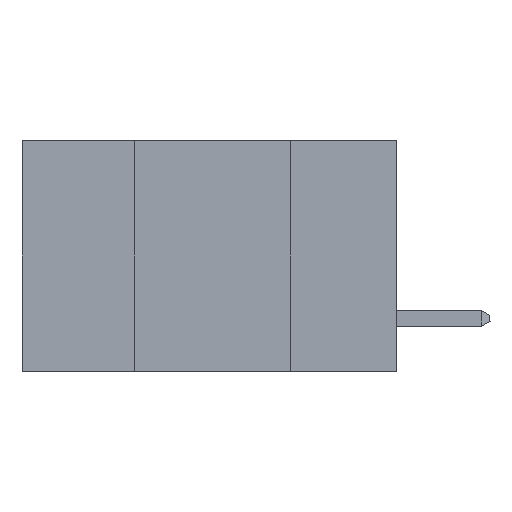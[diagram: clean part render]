
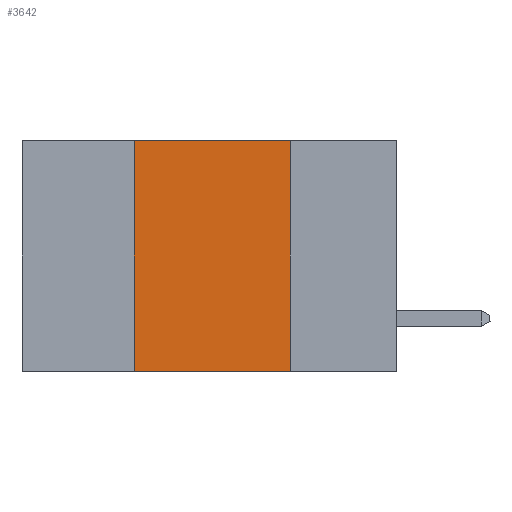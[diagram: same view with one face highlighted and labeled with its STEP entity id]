
A CAD part, left-side view. The second image highlights one B-rep face of the part: STEP entity #3642.
In plain terms, the highlighted planar face has unit normal (-1, 0, 0).
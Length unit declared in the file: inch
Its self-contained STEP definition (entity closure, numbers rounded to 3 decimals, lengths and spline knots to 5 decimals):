
#516 = EDGE_CURVE ( 'NONE', #7530, #10076, #2747, .T. ) ;
#598 = VERTEX_POINT ( 'NONE', #12719 ) ;
#636 = VECTOR ( 'NONE', #3613, 39.37008 ) ;
#1218 = CARTESIAN_POINT ( 'NONE',  ( 0., 0.17, 0. ) ) ;
#1448 = CARTESIAN_POINT ( 'NONE',  ( 0., 0.42, 0. ) ) ;
#1907 = DIRECTION ( 'NONE',  ( 0., 0., -1. ) ) ;
#1917 = ORIENTED_EDGE ( 'NONE', *, *, #2372, .F. ) ;
#2372 = EDGE_CURVE ( 'NONE', #10076, #598, #10438, .T. ) ;
#2688 = CARTESIAN_POINT ( 'NONE',  ( 0., 0.17, 0. ) ) ;
#2747 = LINE ( 'NONE', #12812, #14498 ) ;
#3210 = DIRECTION ( 'NONE',  ( 1., 0., 0. ) ) ;
#3613 = DIRECTION ( 'NONE',  ( 0., -1., 0. ) ) ;
#3642 = ADVANCED_FACE ( 'NONE', ( #13749 ), #14509, .F. ) ;
#4132 = EDGE_CURVE ( 'NONE', #12026, #7530, #7168, .T. ) ;
#5534 = CARTESIAN_POINT ( 'NONE',  ( 0., 0.6, 0. ) ) ;
#5940 = CARTESIAN_POINT ( 'NONE',  ( 0., 0.42, -0.37 ) ) ;
#6010 = DIRECTION ( 'NONE',  ( 0., -1., 0. ) ) ;
#6576 = EDGE_CURVE ( 'NONE', #12026, #598, #13307, .T. ) ;
#6958 = CARTESIAN_POINT ( 'NONE',  ( 0., 0.6, -0.37 ) ) ;
#7168 = LINE ( 'NONE', #1448, #14090 ) ;
#7530 = VERTEX_POINT ( 'NONE', #13572 ) ;
#7728 = VECTOR ( 'NONE', #9376, 39.37008 ) ;
#9376 = DIRECTION ( 'NONE',  ( 0., 0., -1. ) ) ;
#10076 = VERTEX_POINT ( 'NONE', #2688 ) ;
#10260 = ORIENTED_EDGE ( 'NONE', *, *, #516, .F. ) ;
#10438 = LINE ( 'NONE', #1218, #7728 ) ;
#10574 = DIRECTION ( 'NONE',  ( 0., 0., 1. ) ) ;
#11299 = ORIENTED_EDGE ( 'NONE', *, *, #4132, .F. ) ;
#12026 = VERTEX_POINT ( 'NONE', #5940 ) ;
#12142 = ORIENTED_EDGE ( 'NONE', *, *, #6576, .T. ) ;
#12719 = CARTESIAN_POINT ( 'NONE',  ( 0., 0.17, -0.37 ) ) ;
#12812 = CARTESIAN_POINT ( 'NONE',  ( 0., 0.6, 0. ) ) ;
#13307 = LINE ( 'NONE', #6958, #636 ) ;
#13572 = CARTESIAN_POINT ( 'NONE',  ( 0., 0.42, 0. ) ) ;
#13641 = AXIS2_PLACEMENT_3D ( 'NONE', #5534, #3210, #1907 ) ;
#13749 = FACE_OUTER_BOUND ( 'NONE', #14477, .T. ) ;
#14090 = VECTOR ( 'NONE', #10574, 39.37008 ) ;
#14477 = EDGE_LOOP ( 'NONE', ( #1917, #10260, #11299, #12142 ) ) ;
#14498 = VECTOR ( 'NONE', #6010, 39.37008 ) ;
#14509 = PLANE ( 'NONE',  #13641 ) ;
